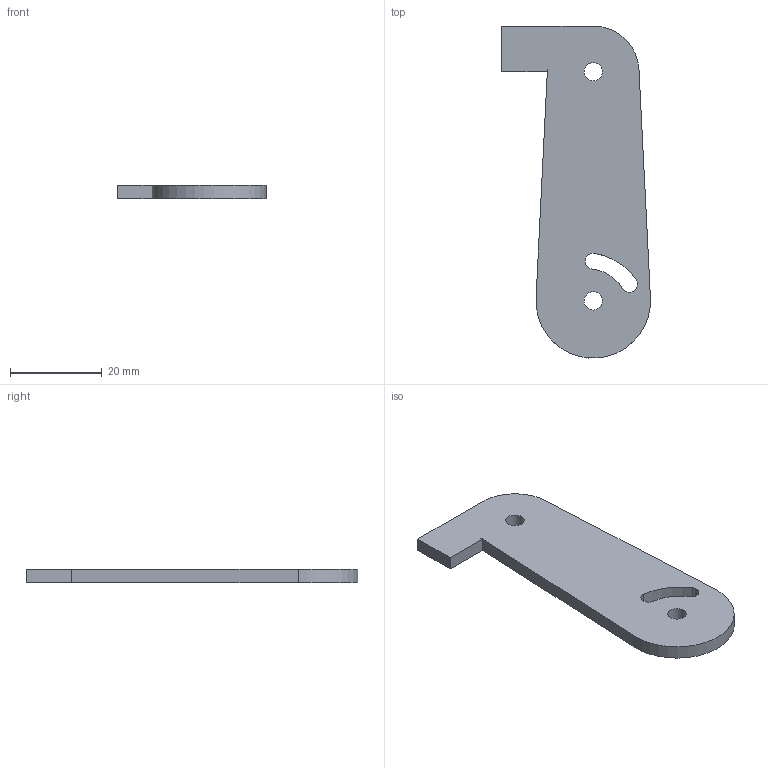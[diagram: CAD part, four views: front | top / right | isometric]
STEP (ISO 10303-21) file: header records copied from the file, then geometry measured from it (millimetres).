
FILE_DESCRIPTION(/* description */ (''),/* implementation_level */ '2;1');
FILE_NAME(/* name */ '7b87239e-9d32-4972-83e2-d8a83688e4ae.stp',/* time_stamp */ '2024-07-31T10:04:24Z',/* author */ (''),/* organization */ (''),/* preprocessor_version */ 'ST-DEVELOPER v20',/* originating_system */ 'Autodesk Translation Framework v13.14.0.145',/* authorisation */ '');
FILE_SCHEMA (('AUTOMOTIVE_DESIGN { 1 0 10303 214 3 1 1 }'));
Length unit declared in the file: millimetre
Products named in the file (1): man calf
Bounding box: 32.48 x 72.45 x 3 mm (x, y, z)
Volume: 4747.9 mm3; surface area: 3920 mm2
Topology: 1 solids, 1 shells, 18 faces, 48 edges, 30 vertices
Faces by surface type: cylinder 9, plane 9
Full cylindrical faces by diameter (mm): 4 x2
Entity records: 611 total; most frequent: DIRECTION 104, CARTESIAN_POINT 97, ORIENTED_EDGE 96, EDGE_CURVE 48, AXIS2_PLACEMENT_3D 37, LINE 30, VECTOR 30, VERTEX_POINT 30
